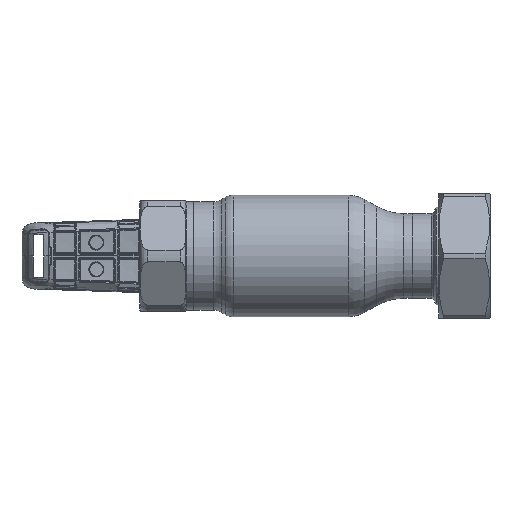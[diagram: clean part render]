
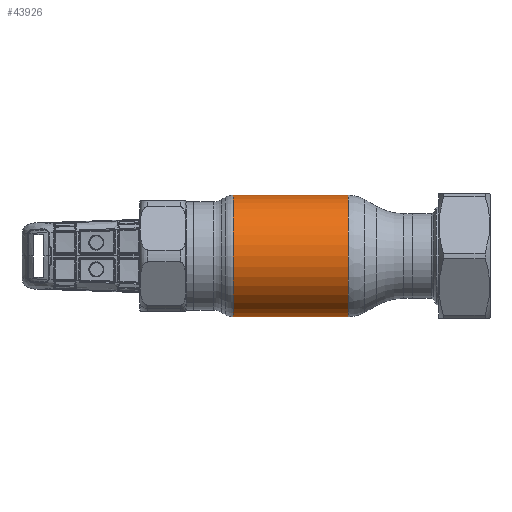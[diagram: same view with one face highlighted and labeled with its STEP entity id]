
A CAD part, front view. The second image highlights one B-rep face of the part: STEP entity #43926.
In plain terms, the highlighted cylindrical face has radius 22.5 mm (diameter 45 mm), a partial arc.
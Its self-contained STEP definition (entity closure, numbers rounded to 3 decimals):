
#959 = CYLINDRICAL_SURFACE ( 'NONE', #36578, 22.5 ) ;
#3794 = ORIENTED_EDGE ( 'NONE', *, *, #18632, .F. ) ;
#4704 = CARTESIAN_POINT ( 'NONE',  ( -21.285, 0., 0. ) ) ;
#5350 = AXIS2_PLACEMENT_3D ( 'NONE', #9217, #43264, #43900 ) ;
#7032 = EDGE_LOOP ( 'NONE', ( #3794, #45918, #22217, #38490 ) ) ;
#8816 = CARTESIAN_POINT ( 'NONE',  ( 62.69, 0., 22.5 ) ) ;
#9217 = CARTESIAN_POINT ( 'NONE',  ( 21.285, 0., 0. ) ) ;
#10158 = VECTOR ( 'NONE', #29103, 1000. ) ;
#11746 = VERTEX_POINT ( 'NONE', #48756 ) ;
#12410 = AXIS2_PLACEMENT_3D ( 'NONE', #4704, #58618, #48834 ) ;
#13294 = CARTESIAN_POINT ( 'NONE',  ( 62.69, 0., 0. ) ) ;
#18632 = EDGE_CURVE ( 'NONE', #46552, #11746, #59269, .T. ) ;
#21185 = VECTOR ( 'NONE', #37181, 1000. ) ;
#22217 = ORIENTED_EDGE ( 'NONE', *, *, #56123, .T. ) ;
#25765 = EDGE_CURVE ( 'NONE', #46552, #55482, #47345, .T. ) ;
#27608 = DIRECTION ( 'NONE',  ( 0., 0., -1. ) ) ;
#29103 = DIRECTION ( 'NONE',  ( 1., 0., 0. ) ) ;
#29476 = VERTEX_POINT ( 'NONE', #34301 ) ;
#34301 = CARTESIAN_POINT ( 'NONE',  ( 21.285, 0., -22.5 ) ) ;
#36578 = AXIS2_PLACEMENT_3D ( 'NONE', #13294, #47168, #27608 ) ;
#37181 = DIRECTION ( 'NONE',  ( 1., 0., 0. ) ) ;
#38490 = ORIENTED_EDGE ( 'NONE', *, *, #40940, .F. ) ;
#39051 = FACE_OUTER_BOUND ( 'NONE', #7032, .T. ) ;
#40940 = EDGE_CURVE ( 'NONE', #11746, #29476, #48208, .T. ) ;
#41770 = CARTESIAN_POINT ( 'NONE',  ( -21.285, 0., -22.5 ) ) ;
#43264 = DIRECTION ( 'NONE',  ( 1., 0., 0. ) ) ;
#43900 = DIRECTION ( 'NONE',  ( 0., 0., -1. ) ) ;
#43926 = ADVANCED_FACE ( 'NONE', ( #39051 ), #959, .T. ) ;
#45918 = ORIENTED_EDGE ( 'NONE', *, *, #25765, .T. ) ;
#46552 = VERTEX_POINT ( 'NONE', #58914 ) ;
#47168 = DIRECTION ( 'NONE',  ( 1., 0., 0. ) ) ;
#47345 = CIRCLE ( 'NONE', #12410, 22.5 ) ;
#48208 = CIRCLE ( 'NONE', #5350, 22.5 ) ;
#48479 = CARTESIAN_POINT ( 'NONE',  ( 62.69, 0., -22.5 ) ) ;
#48756 = CARTESIAN_POINT ( 'NONE',  ( 21.285, 0., 22.5 ) ) ;
#48834 = DIRECTION ( 'NONE',  ( 0., 0., -1. ) ) ;
#55482 = VERTEX_POINT ( 'NONE', #41770 ) ;
#56123 = EDGE_CURVE ( 'NONE', #55482, #29476, #57412, .T. ) ;
#57412 = LINE ( 'NONE', #48479, #10158 ) ;
#58618 = DIRECTION ( 'NONE',  ( 1., 0., 0. ) ) ;
#58914 = CARTESIAN_POINT ( 'NONE',  ( -21.285, 0., 22.5 ) ) ;
#59269 = LINE ( 'NONE', #8816, #21185 ) ;
